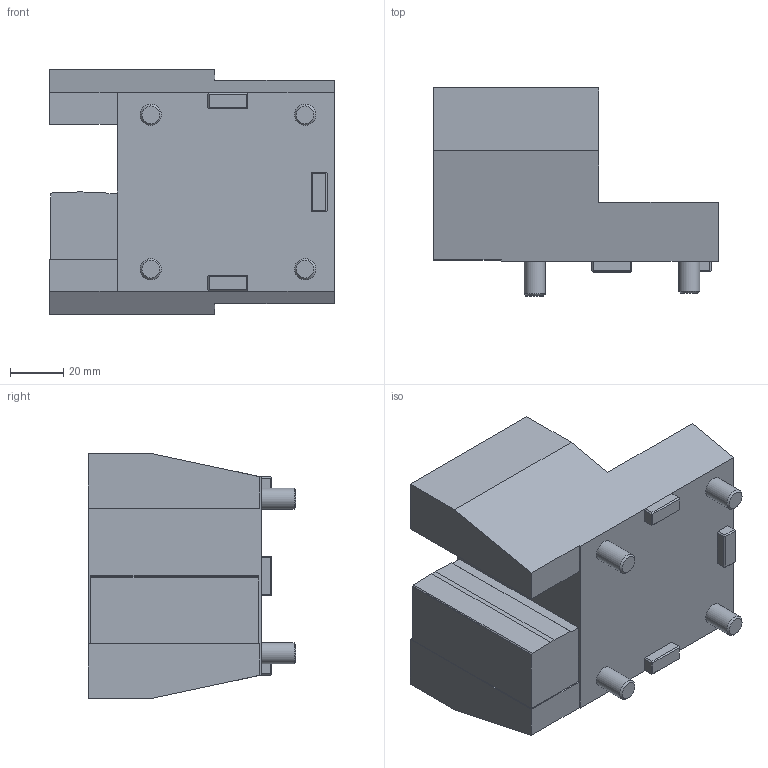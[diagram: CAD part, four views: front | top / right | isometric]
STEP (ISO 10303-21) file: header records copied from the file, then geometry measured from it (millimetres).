
FILE_DESCRIPTION (( 'STEP AP214' ), '1' );
FILE_NAME ('E10U1T45X65.STEP', '2025-07-24T12:04:11', ( '' ), ( '' ), 'SwSTEP 2.0', 'SolidWorks 2023', '' );
FILE_SCHEMA (( 'AUTOMOTIVE_DESIGN' ));
Length unit declared in the file: millimetre
Products named in the file (1): E10U1T45X65
Bounding box: 107 x 78 x 92 mm (x, y, z)
Volume: 385417.6 mm3; surface area: 42590 mm2
Topology: 1 solids, 1 shells, 343 faces, 908 edges, 604 vertices
Faces by surface type: plane 261, bspline 46, cylinder 32, cone 4
Full cylindrical faces by diameter (mm): 1.7 x1, 2.1 x1, 6.366 x1, 8 x4
Entity records: 15979 total; most frequent: CARTESIAN_POINT 4899, ORIENTED_EDGE 1786, DIRECTION 1465, EDGE_CURVE 893, LINE 733, VECTOR 733, VERTEX_POINT 600, EDGE_LOOP 391
